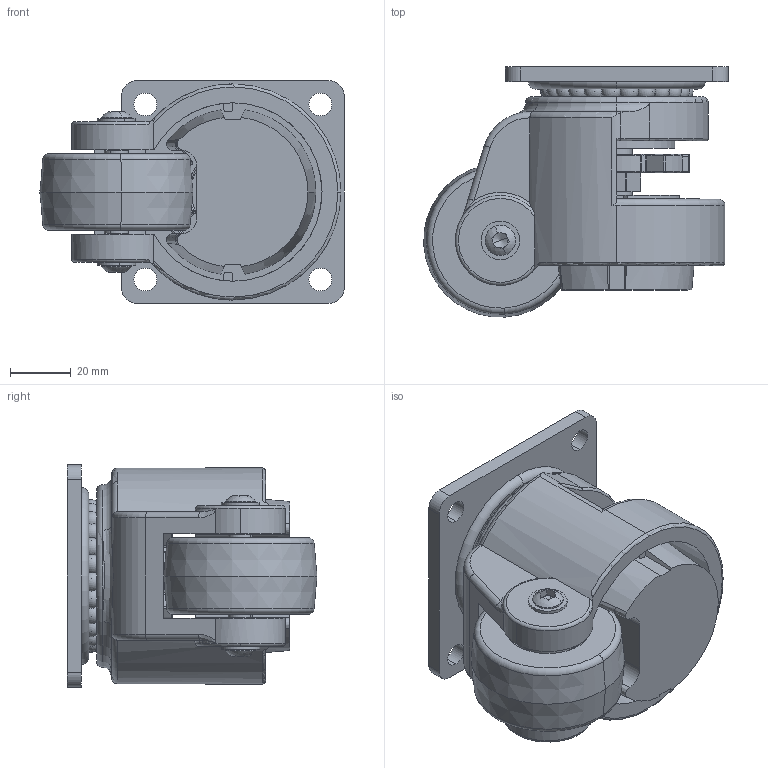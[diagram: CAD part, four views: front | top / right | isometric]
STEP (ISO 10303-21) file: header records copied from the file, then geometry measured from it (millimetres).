
FILE_DESCRIPTION (( 'STEP AP214' ), '1' );
FILE_NAME ('Ñáîðêà1.STEP', '2024-05-31T12:46:30', ( '' ), ( '' ), 'SwSTEP 2.0', 'SolidWorks 2022', '' );
FILE_SCHEMA (( 'AUTOMOTIVE_DESIGN' ));
Length unit declared in the file: millimetre
Products named in the file (12): A694 Колесо_00; A694 Винт M8x16_00; A694 Самоустанавливающееся колесо с тормозом Ø53 с платформой_2; A694 Регулировка опоры_00; Сборка1; A694 Подшипник_00; A694 Втулка_00; A694 Крепление ножки_00; A694 Шайба_00; A694 Ножка_00; A694 Основание_00; A694 Поворотная площадка_00
Assembly tree (37 placements, depth 3):
  Сборка1
    A694 Самоустанавливающееся колесо с тормозом Ø53 с платформой_2
      A694 Основание_00
      A694 Крепление ножки_00
      A694 Ножка_00
      A694 Колесо_00
      A694 Поворотная площадка_00
      A694 Регулировка опоры_00
      A694 Подшипник_00  x25
      A694 Винт M8x16_00  x2
      A694 Шайба_00  x2
      A694 Втулка_00
Bounding box: 99.98 x 82.1 x 73.15 mm (x, y, z)
Volume: 232070.8 mm3; surface area: 80728.6 mm2
Topology: 38 solids, 38 shells, 888 faces, 2236 edges, 1344 vertices
Faces by surface type: cylinder 323, plane 235, torus 183, sphere 122, cone 18, bspline 7
Entity records: 25524 total; most frequent: CARTESIAN_POINT 5447, DIRECTION 4545, ORIENTED_EDGE 3870, EDGE_CURVE 1935, AXIS2_PLACEMENT_3D 1885, VERTEX_POINT 1163, CIRCLE 1043, EDGE_LOOP 846
